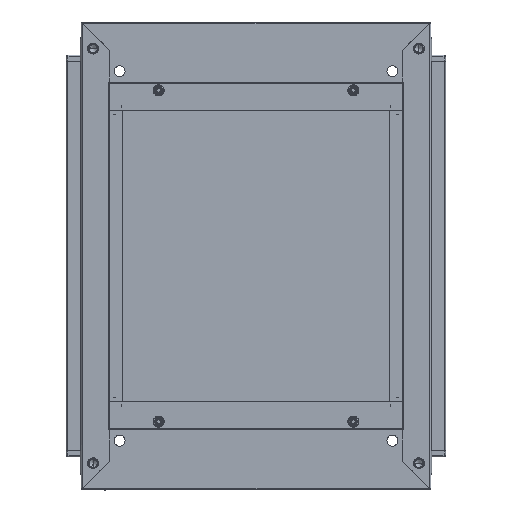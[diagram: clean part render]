
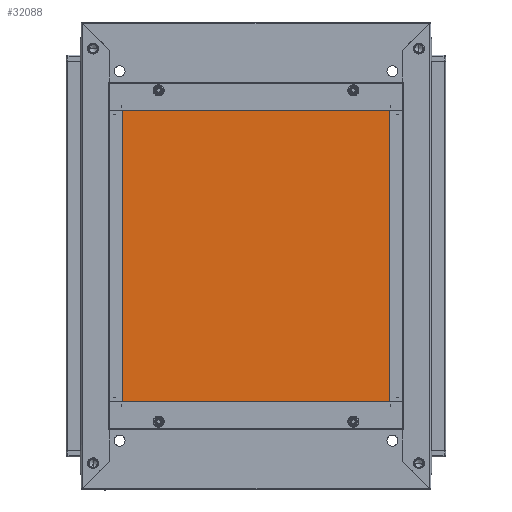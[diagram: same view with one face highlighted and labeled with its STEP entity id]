
A CAD part, top view. The second image highlights one B-rep face of the part: STEP entity #32088.
In plain terms, the highlighted planar face has unit normal (0, 0, 1).
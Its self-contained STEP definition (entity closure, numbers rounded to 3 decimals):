
#10655 = CARTESIAN_POINT ( 'NONE',  ( -200., 190., 0. ) ) ;
#10656 = CARTESIAN_POINT ( 'NONE',  ( -200., -190., 0. ) ) ;
#10659 = CARTESIAN_POINT ( 'NONE',  ( 200., 190., 0. ) ) ;
#10661 = CARTESIAN_POINT ( 'NONE',  ( 200., -190., 0. ) ) ;
#25392 = ORIENTED_EDGE ( 'NONE', *, *, #32579, .T. ) ;
#25393 = ORIENTED_EDGE ( 'NONE', *, *, #32582, .T. ) ;
#25394 = ORIENTED_EDGE ( 'NONE', *, *, #32585, .T. ) ;
#25395 = ORIENTED_EDGE ( 'NONE', *, *, #32571, .T. ) ;
#27903 = CARTESIAN_POINT ( 'NONE',  ( -200., 190., 0. ) ) ;
#27904 = DIRECTION ( 'NONE',  ( 0., -1., 0. ) ) ;
#27939 = CARTESIAN_POINT ( 'NONE',  ( -200., 190., 0. ) ) ;
#27940 = DIRECTION ( 'NONE',  ( -1., 0., 0. ) ) ;
#27953 = CARTESIAN_POINT ( 'NONE',  ( 200., 190., 0. ) ) ;
#27955 = DIRECTION ( 'NONE',  ( 0., 1., 0. ) ) ;
#27968 = CARTESIAN_POINT ( 'NONE',  ( -200., -190., 0. ) ) ;
#27970 = DIRECTION ( 'NONE',  ( 1., 0., 0. ) ) ;
#28538 = CARTESIAN_POINT ( 'NONE',  ( -200., -190., 0. ) ) ;
#28540 = PLANE ( 'NONE',  #49055 ) ;
#28543 = DIRECTION ( 'NONE',  ( 0., 0., 1. ) ) ;
#28545 = DIRECTION ( 'NONE',  ( 1., 0., 0. ) ) ;
#32088 = ADVANCED_FACE ( 'NONE', ( #48694 ), #28540, .T. ) ;
#32571 = EDGE_CURVE ( 'NONE', #51949, #51950, #47080, .T. ) ;
#32579 = EDGE_CURVE ( 'NONE', #51953, #51949, #47109, .T. ) ;
#32582 = EDGE_CURVE ( 'NONE', #51955, #51953, #47118, .T. ) ;
#32585 = EDGE_CURVE ( 'NONE', #51950, #51955, #47127, .T. ) ;
#39517 = EDGE_LOOP ( 'NONE', ( #25395, #25394, #25393, #25392 ) ) ;
#47080 = LINE ( 'NONE', #27903, #47082 ) ;
#47082 = VECTOR ( 'NONE', #27904, 1000. ) ;
#47109 = LINE ( 'NONE', #27939, #47111 ) ;
#47111 = VECTOR ( 'NONE', #27940, 1000. ) ;
#47118 = LINE ( 'NONE', #27953, #47119 ) ;
#47119 = VECTOR ( 'NONE', #27955, 1000. ) ;
#47127 = LINE ( 'NONE', #27968, #47129 ) ;
#47129 = VECTOR ( 'NONE', #27970, 1000. ) ;
#48694 = FACE_OUTER_BOUND ( 'NONE', #39517, .T. ) ;
#49055 = AXIS2_PLACEMENT_3D ( 'NONE', #28538, #28543, #28545 ) ;
#51949 = VERTEX_POINT ( 'NONE', #10655 ) ;
#51950 = VERTEX_POINT ( 'NONE', #10656 ) ;
#51953 = VERTEX_POINT ( 'NONE', #10659 ) ;
#51955 = VERTEX_POINT ( 'NONE', #10661 ) ;
